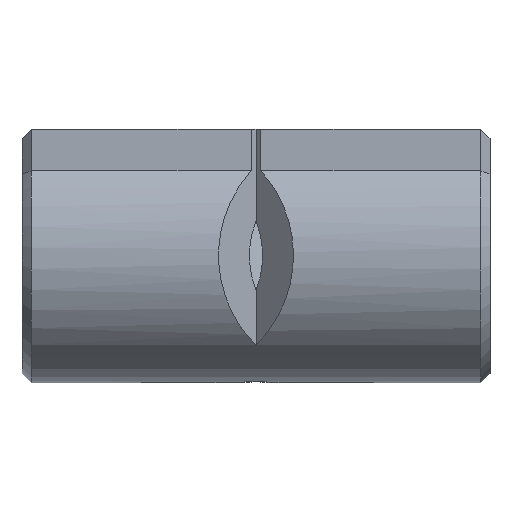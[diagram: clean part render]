
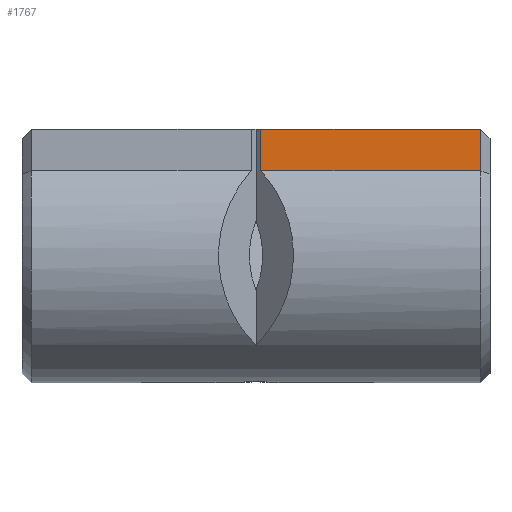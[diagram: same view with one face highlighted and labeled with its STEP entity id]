
A CAD part, top view. The second image highlights one B-rep face of the part: STEP entity #1767.
In plain terms, the highlighted planar face has unit normal (0, 0, 1).
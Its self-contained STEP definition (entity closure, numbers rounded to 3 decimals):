
#44 = PLANE('',#45);
#45 = AXIS2_PLACEMENT_3D('',#46,#47,#48);
#46 = CARTESIAN_POINT('',(24.5,9.069,-0.5));
#47 = DIRECTION('',(0.707,0.,0.707));
#48 = DIRECTION('',(0.,1.,0.));
#490 = VERTEX_POINT('',#491);
#491 = CARTESIAN_POINT('',(24.,9.069,0.));
#518 = VERTEX_POINT('',#519);
#519 = CARTESIAN_POINT('',(24.,13.5,0.));
#540 = EDGE_CURVE('',#490,#518,#541,.T.);
#541 = SURFACE_CURVE('',#542,(#546,#553),.PCURVE_S1.);
#542 = LINE('',#543,#544);
#543 = CARTESIAN_POINT('',(24.,9.069,0.));
#544 = VECTOR('',#545,1.);
#545 = DIRECTION('',(0.,1.,0.));
#546 = PCURVE('',#44,#547);
#547 = DEFINITIONAL_REPRESENTATION('',(#548),#552);
#548 = LINE('',#549,#550);
#549 = CARTESIAN_POINT('',(0.,0.707));
#550 = VECTOR('',#551,1.);
#551 = DIRECTION('',(1.,0.));
#552 = ( GEOMETRIC_REPRESENTATION_CONTEXT(2) 
PARAMETRIC_REPRESENTATION_CONTEXT() REPRESENTATION_CONTEXT('2D SPACE',''
  ) );
#553 = PCURVE('',#554,#559);
#554 = PLANE('',#555);
#555 = AXIS2_PLACEMENT_3D('',#556,#557,#558);
#556 = CARTESIAN_POINT('',(0.,11.285,
    0.));
#557 = DIRECTION('',(0.,-0.,1.));
#558 = DIRECTION('',(-1.,0.,0.));
#559 = DEFINITIONAL_REPRESENTATION('',(#560),#564);
#560 = LINE('',#561,#562);
#561 = CARTESIAN_POINT('',(-24.,2.215));
#562 = VECTOR('',#563,1.);
#563 = DIRECTION('',(0.,-1.));
#564 = ( GEOMETRIC_REPRESENTATION_CONTEXT(2) 
PARAMETRIC_REPRESENTATION_CONTEXT() REPRESENTATION_CONTEXT('2D SPACE',''
  ) );
#607 = CYLINDRICAL_SURFACE('',#608,13.5);
#608 = AXIS2_PLACEMENT_3D('',#609,#610,#611);
#609 = CARTESIAN_POINT('',(-25.,0.,-10.));
#610 = DIRECTION('',(1.,0.,0.));
#611 = DIRECTION('',(0.,0.,-1.));
#659 = PLANE('',#660);
#660 = AXIS2_PLACEMENT_3D('',#661,#662,#663);
#661 = CARTESIAN_POINT('',(-25.,13.5,0.));
#662 = DIRECTION('',(0.,1.,0.));
#663 = DIRECTION('',(1.,0.,0.));
#1472 = PLANE('',#1473);
#1473 = AXIS2_PLACEMENT_3D('',#1474,#1475,#1476);
#1474 = CARTESIAN_POINT('',(0.,-15.,-0.5));
#1475 = DIRECTION('',(-0.707,0.,0.707));
#1476 = DIRECTION('',(0.707,0.,0.707));
#1767 = ADVANCED_FACE('',(#1768),#554,.T.);
#1768 = FACE_BOUND('',#1769,.T.);
#1769 = EDGE_LOOP('',(#1770,#1793,#1814,#1835));
#1770 = ORIENTED_EDGE('',*,*,#1771,.F.);
#1771 = EDGE_CURVE('',#1772,#518,#1774,.T.);
#1772 = VERTEX_POINT('',#1773);
#1773 = CARTESIAN_POINT('',(0.5,13.5,0.));
#1774 = SURFACE_CURVE('',#1775,(#1779,#1786),.PCURVE_S1.);
#1775 = LINE('',#1776,#1777);
#1776 = CARTESIAN_POINT('',(-25.,13.5,0.));
#1777 = VECTOR('',#1778,1.);
#1778 = DIRECTION('',(1.,0.,0.));
#1779 = PCURVE('',#554,#1780);
#1780 = DEFINITIONAL_REPRESENTATION('',(#1781),#1785);
#1781 = LINE('',#1782,#1783);
#1782 = CARTESIAN_POINT('',(25.,-2.215));
#1783 = VECTOR('',#1784,1.);
#1784 = DIRECTION('',(-1.,0.));
#1785 = ( GEOMETRIC_REPRESENTATION_CONTEXT(2) 
PARAMETRIC_REPRESENTATION_CONTEXT() REPRESENTATION_CONTEXT('2D SPACE',''
  ) );
#1786 = PCURVE('',#659,#1787);
#1787 = DEFINITIONAL_REPRESENTATION('',(#1788),#1792);
#1788 = LINE('',#1789,#1790);
#1789 = CARTESIAN_POINT('',(0.,0.));
#1790 = VECTOR('',#1791,1.);
#1791 = DIRECTION('',(1.,0.));
#1792 = ( GEOMETRIC_REPRESENTATION_CONTEXT(2) 
PARAMETRIC_REPRESENTATION_CONTEXT() REPRESENTATION_CONTEXT('2D SPACE',''
  ) );
#1793 = ORIENTED_EDGE('',*,*,#1794,.T.);
#1794 = EDGE_CURVE('',#1772,#1795,#1797,.T.);
#1795 = VERTEX_POINT('',#1796);
#1796 = CARTESIAN_POINT('',(0.5,9.069,0.));
#1797 = SURFACE_CURVE('',#1798,(#1802,#1808),.PCURVE_S1.);
#1798 = LINE('',#1799,#1800);
#1799 = CARTESIAN_POINT('',(0.5,-1.858,0.));
#1800 = VECTOR('',#1801,1.);
#1801 = DIRECTION('',(-0.,-1.,-0.));
#1802 = PCURVE('',#554,#1803);
#1803 = DEFINITIONAL_REPRESENTATION('',(#1804),#1807);
#1804 = B_SPLINE_CURVE_WITH_KNOTS('',1,(#1805,#1806),.UNSPECIFIED.,.F.,
  .F.,(2,2),(-15.358,-10.927),.PIECEWISE_BEZIER_KNOTS.);
#1805 = CARTESIAN_POINT('',(-0.5,-2.215));
#1806 = CARTESIAN_POINT('',(-0.5,2.215));
#1807 = ( GEOMETRIC_REPRESENTATION_CONTEXT(2) 
PARAMETRIC_REPRESENTATION_CONTEXT() REPRESENTATION_CONTEXT('2D SPACE',''
  ) );
#1808 = PCURVE('',#1472,#1809);
#1809 = DEFINITIONAL_REPRESENTATION('',(#1810),#1813);
#1810 = B_SPLINE_CURVE_WITH_KNOTS('',1,(#1811,#1812),.UNSPECIFIED.,.F.,
  .F.,(2,2),(-15.358,-10.927),.PIECEWISE_BEZIER_KNOTS.);
#1811 = CARTESIAN_POINT('',(0.707,28.5));
#1812 = CARTESIAN_POINT('',(0.707,24.069));
#1813 = ( GEOMETRIC_REPRESENTATION_CONTEXT(2) 
PARAMETRIC_REPRESENTATION_CONTEXT() REPRESENTATION_CONTEXT('2D SPACE',''
  ) );
#1814 = ORIENTED_EDGE('',*,*,#1815,.T.);
#1815 = EDGE_CURVE('',#1795,#490,#1816,.T.);
#1816 = SURFACE_CURVE('',#1817,(#1821,#1828),.PCURVE_S1.);
#1817 = LINE('',#1818,#1819);
#1818 = CARTESIAN_POINT('',(-25.,9.069,0.));
#1819 = VECTOR('',#1820,1.);
#1820 = DIRECTION('',(1.,0.,0.));
#1821 = PCURVE('',#554,#1822);
#1822 = DEFINITIONAL_REPRESENTATION('',(#1823),#1827);
#1823 = LINE('',#1824,#1825);
#1824 = CARTESIAN_POINT('',(25.,2.215));
#1825 = VECTOR('',#1826,1.);
#1826 = DIRECTION('',(-1.,0.));
#1827 = ( GEOMETRIC_REPRESENTATION_CONTEXT(2) 
PARAMETRIC_REPRESENTATION_CONTEXT() REPRESENTATION_CONTEXT('2D SPACE',''
  ) );
#1828 = PCURVE('',#607,#1829);
#1829 = DEFINITIONAL_REPRESENTATION('',(#1830),#1834);
#1830 = LINE('',#1831,#1832);
#1831 = CARTESIAN_POINT('',(2.405,0.));
#1832 = VECTOR('',#1833,1.);
#1833 = DIRECTION('',(0.,1.));
#1834 = ( GEOMETRIC_REPRESENTATION_CONTEXT(2) 
PARAMETRIC_REPRESENTATION_CONTEXT() REPRESENTATION_CONTEXT('2D SPACE',''
  ) );
#1835 = ORIENTED_EDGE('',*,*,#540,.T.);
